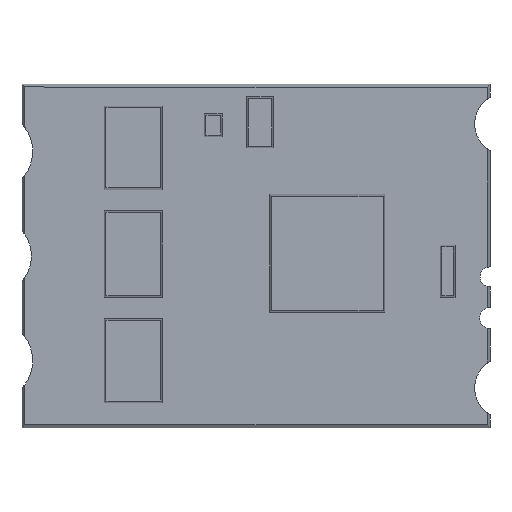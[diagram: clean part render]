
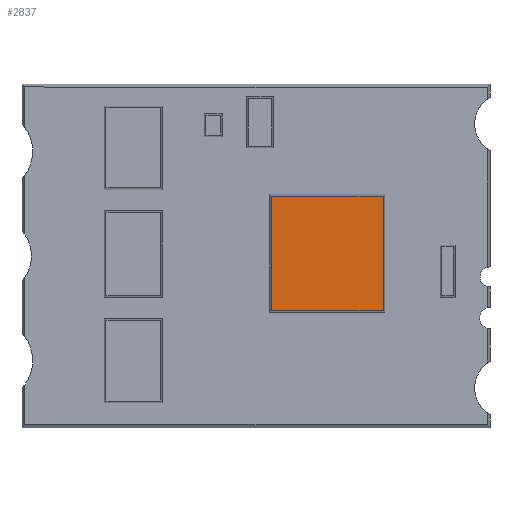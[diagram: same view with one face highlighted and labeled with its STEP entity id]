
A CAD part, front view. The second image highlights one B-rep face of the part: STEP entity #2837.
In plain terms, the highlighted planar face has unit normal (0, -1, 0).
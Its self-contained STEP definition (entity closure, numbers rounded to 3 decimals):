
#308=FACE_OUTER_BOUND('',#482,.T.);
#482=EDGE_LOOP('',(#2492,#2493,#2494,#2495));
#801=LINE('',#4498,#1135);
#804=LINE('',#4503,#1138);
#806=LINE('',#4507,#1140);
#807=LINE('',#4509,#1141);
#1135=VECTOR('',#3716,6.615);
#1138=VECTOR('',#3721,6.456);
#1140=VECTOR('',#3725,6.615);
#1141=VECTOR('',#3728,6.456);
#1412=VERTEX_POINT('',#4495);
#1413=VERTEX_POINT('',#4497);
#1414=VERTEX_POINT('',#4501);
#1415=VERTEX_POINT('',#4505);
#1773=EDGE_CURVE('',#1413,#1412,#801,.F.);
#1776=EDGE_CURVE('',#1412,#1414,#804,.F.);
#1778=EDGE_CURVE('',#1414,#1415,#806,.F.);
#1779=EDGE_CURVE('',#1415,#1413,#807,.F.);
#2492=ORIENTED_EDGE('',*,*,#1773,.T.);
#2493=ORIENTED_EDGE('',*,*,#1776,.T.);
#2494=ORIENTED_EDGE('',*,*,#1778,.T.);
#2495=ORIENTED_EDGE('',*,*,#1779,.T.);
#2685=PLANE('',#3045);
#2837=ADVANCED_FACE('',(#308),#2685,.T.);
#3045=AXIS2_PLACEMENT_3D('',#4510,#3729,#3730);
#3716=DIRECTION('',(0.,0.,1.));
#3721=DIRECTION('',(-1.,0.,0.));
#3725=DIRECTION('',(0.,0.,-1.));
#3728=DIRECTION('',(1.,0.,0.));
#3729=DIRECTION('center_axis',(0.,-1.,0.));
#3730=DIRECTION('ref_axis',(0.,0.,-1.));
#4495=CARTESIAN_POINT('',(0.882,-1.8,-3.158));
#4497=CARTESIAN_POINT('',(0.882,-1.8,3.457));
#4498=CARTESIAN_POINT('',(0.882,-1.8,-3.158));
#4501=CARTESIAN_POINT('',(7.338,-1.8,-3.158));
#4503=CARTESIAN_POINT('',(7.338,-1.8,-3.158));
#4505=CARTESIAN_POINT('',(7.338,-1.8,3.457));
#4507=CARTESIAN_POINT('',(7.338,-1.8,3.457));
#4509=CARTESIAN_POINT('',(0.882,-1.8,3.457));
#4510=CARTESIAN_POINT('Origin',(0.,-1.8,0.));
